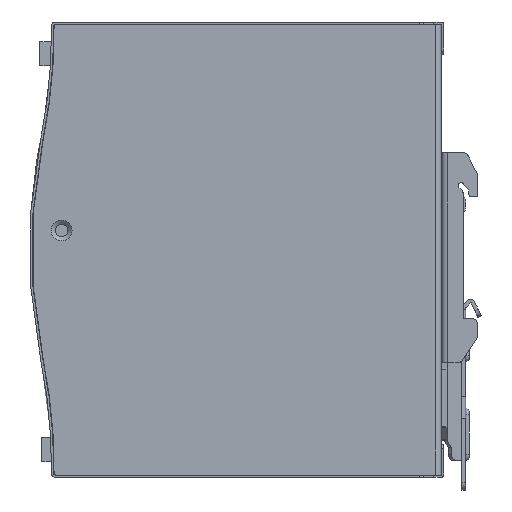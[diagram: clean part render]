
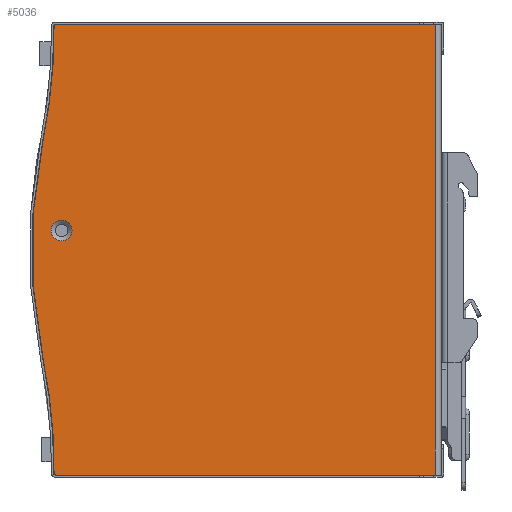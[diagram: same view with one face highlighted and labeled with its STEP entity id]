
A CAD part, front view. The second image highlights one B-rep face of the part: STEP entity #5036.
In plain terms, the highlighted planar face has unit normal (0, -1, 0).
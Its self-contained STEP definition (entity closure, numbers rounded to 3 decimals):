
#2827=FACE_BOUND('',#12714,.T.);
#2828=FACE_BOUND('',#12715,.T.);
#5036=ADVANCED_FACE('',(#2827,#2828),#7293,.T.);
#7293=PLANE('',#54626);
#12714=EDGE_LOOP('',(#25827));
#12715=EDGE_LOOP('',(#25828,#25829,#25830,#25831,#25832,#25833,#25834,#25835));
#13413=CIRCLE('',#54524,0.5);
#13446=CIRCLE('',#54578,2.85);
#13448=CIRCLE('',#54583,150.);
#13449=CIRCLE('',#54585,150.);
#13450=CIRCLE('',#54595,150.);
#13454=CIRCLE('',#54601,0.5);
#25827=ORIENTED_EDGE('',*,*,#38441,.T.);
#25828=ORIENTED_EDGE('',*,*,#38464,.F.);
#25829=ORIENTED_EDGE('',*,*,#38500,.F.);
#25830=ORIENTED_EDGE('',*,*,#38369,.T.);
#25831=ORIENTED_EDGE('',*,*,#38364,.T.);
#25832=ORIENTED_EDGE('',*,*,#38456,.F.);
#25833=ORIENTED_EDGE('',*,*,#38444,.T.);
#25834=ORIENTED_EDGE('',*,*,#38447,.F.);
#25835=ORIENTED_EDGE('',*,*,#38465,.T.);
#31709=VERTEX_POINT('',#81365);
#31711=VERTEX_POINT('',#81369);
#31716=VERTEX_POINT('',#81382);
#31779=VERTEX_POINT('',#81536);
#31780=VERTEX_POINT('',#81542);
#31781=VERTEX_POINT('',#81544);
#31782=VERTEX_POINT('',#81548);
#31783=VERTEX_POINT('',#81570);
#31788=VERTEX_POINT('',#81581);
#38364=EDGE_CURVE('',#31709,#31711,#13413,.T.);
#38369=EDGE_CURVE('',#31716,#31709,#45035,.T.);
#38441=EDGE_CURVE('',#31779,#31779,#13446,.T.);
#38444=EDGE_CURVE('',#31781,#31780,#13448,.T.);
#38447=EDGE_CURVE('',#31782,#31780,#13449,.T.);
#38456=EDGE_CURVE('',#31781,#31711,#13450,.T.);
#38464=EDGE_CURVE('',#31788,#31783,#45092,.T.);
#38465=EDGE_CURVE('',#31782,#31783,#13454,.T.);
#38500=EDGE_CURVE('',#31716,#31788,#45117,.T.);
#45035=LINE('',#81381,#51393);
#45092=LINE('',#81582,#51450);
#45117=LINE('',#81655,#51475);
#51393=VECTOR('',#65635,1.);
#51450=VECTOR('',#65834,1.);
#51475=VECTOR('',#65911,1.);
#54524=AXIS2_PLACEMENT_3D('',#81370,#65623,#65624);
#54578=AXIS2_PLACEMENT_3D('',#81535,#65775,#65776);
#54583=AXIS2_PLACEMENT_3D('',#81543,#65786,#65787);
#54585=AXIS2_PLACEMENT_3D('',#81549,#65792,#65793);
#54595=AXIS2_PLACEMENT_3D('',#81567,#65820,#65821);
#54601=AXIS2_PLACEMENT_3D('',#81584,#65837,#65838);
#54626=AXIS2_PLACEMENT_3D('',#81656,#65912,#65913);
#65623=DIRECTION('',(0.,-1.,0.));
#65624=DIRECTION('',(-1.,0.,0.));
#65635=DIRECTION('',(-1.,0.,0.));
#65775=DIRECTION('',(0.,1.,0.));
#65776=DIRECTION('',(-1.,0.,0.));
#65786=DIRECTION('',(0.,-1.,0.));
#65787=DIRECTION('',(0.,0.,-1.));
#65792=DIRECTION('',(0.,-1.,0.));
#65793=DIRECTION('',(0.,0.,-1.));
#65820=DIRECTION('',(0.,-1.,0.));
#65821=DIRECTION('',(0.,0.,-1.));
#65834=DIRECTION('',(-1.,0.,0.));
#65837=DIRECTION('',(0.,-1.,0.));
#65838=DIRECTION('',(-1.,0.,0.));
#65911=DIRECTION('',(0.,0.,-1.));
#65912=DIRECTION('',(0.,-1.,0.));
#65913=DIRECTION('',(0.,0.,-1.));
#81365=CARTESIAN_POINT('',(-8.439,13.236,74.));
#81369=CARTESIAN_POINT('',(-8.939,13.236,73.495));
#81370=CARTESIAN_POINT('',(-8.439,13.236,73.5));
#81381=CARTESIAN_POINT('',(95.953,13.236,74.));
#81382=CARTESIAN_POINT('',(95.953,13.236,74.));
#81535=CARTESIAN_POINT('',(-6.847,13.236,17.25));
#81536=CARTESIAN_POINT('',(-3.997,13.236,17.25));
#81542=CARTESIAN_POINT('',(-11.964,13.236,-18.01));
#81543=CARTESIAN_POINT('',(135.003,13.236,12.));
#81544=CARTESIAN_POINT('',(-11.964,13.236,42.01));
#81548=CARTESIAN_POINT('',(-8.939,13.236,-49.495));
#81549=CARTESIAN_POINT('',(-158.932,13.236,-48.019));
#81567=CARTESIAN_POINT('',(-158.932,13.236,72.019));
#81570=CARTESIAN_POINT('',(-8.439,13.236,-50.));
#81581=CARTESIAN_POINT('',(95.953,13.236,-50.));
#81582=CARTESIAN_POINT('',(95.953,13.236,-50.));
#81584=CARTESIAN_POINT('',(-8.439,13.236,-49.5));
#81655=CARTESIAN_POINT('',(95.953,13.236,74.));
#81656=CARTESIAN_POINT('',(-13.667,13.236,0.));
